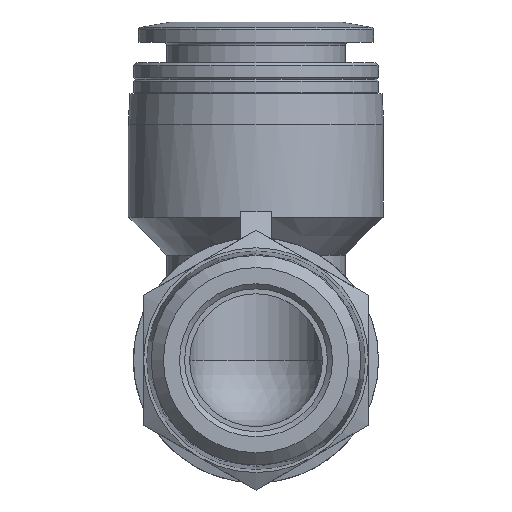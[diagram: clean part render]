
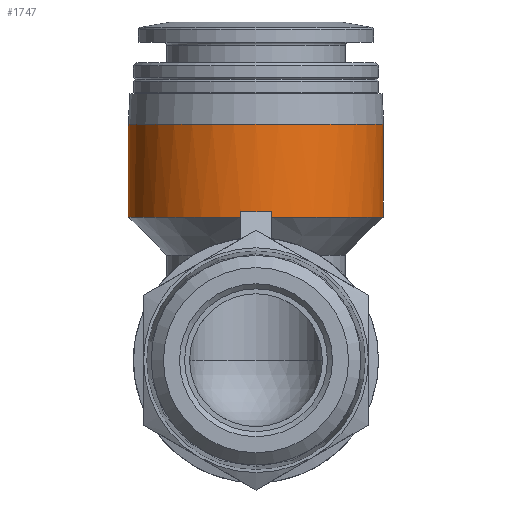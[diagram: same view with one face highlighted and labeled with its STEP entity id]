
A CAD part, front view. The second image highlights one B-rep face of the part: STEP entity #1747.
In plain terms, the highlighted cylindrical face has radius 12.5 mm (diameter 25 mm), a full revolution.
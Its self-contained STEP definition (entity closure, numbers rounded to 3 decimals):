
#130=LINE('',#2402,#180);
#131=LINE('',#2404,#181);
#132=LINE('',#2410,#182);
#133=LINE('',#2414,#183);
#180=VECTOR('',#2029,1000.);
#181=VECTOR('',#2030,1000.);
#182=VECTOR('',#2035,1000.);
#183=VECTOR('',#2038,1000.);
#232=CIRCLE('',#1844,12.5);
#233=CIRCLE('',#1846,12.5);
#234=CIRCLE('',#1847,12.5);
#235=CIRCLE('',#1848,12.5);
#236=CIRCLE('',#1849,12.5);
#315=ORIENTED_EDGE('',*,*,#652,.T.);
#316=ORIENTED_EDGE('',*,*,#653,.F.);
#317=ORIENTED_EDGE('',*,*,#651,.F.);
#318=ORIENTED_EDGE('',*,*,#654,.T.);
#319=ORIENTED_EDGE('',*,*,#655,.T.);
#320=ORIENTED_EDGE('',*,*,#656,.T.);
#321=ORIENTED_EDGE('',*,*,#657,.F.);
#322=ORIENTED_EDGE('',*,*,#658,.F.);
#323=ORIENTED_EDGE('',*,*,#659,.T.);
#324=ORIENTED_EDGE('',*,*,#660,.F.);
#651=EDGE_CURVE('',#819,#818,#232,.T.);
#652=EDGE_CURVE('',#820,#820,#233,.T.);
#653=EDGE_CURVE('',#818,#821,#130,.F.);
#654=EDGE_CURVE('',#819,#822,#131,.T.);
#655=EDGE_CURVE('',#822,#823,#234,.T.);
#656=EDGE_CURVE('',#823,#824,#235,.T.);
#657=EDGE_CURVE('',#825,#824,#132,.T.);
#658=EDGE_CURVE('',#826,#825,#236,.T.);
#659=EDGE_CURVE('',#826,#827,#133,.F.);
#660=EDGE_CURVE('',#821,#827,#924,.T.);
#818=VERTEX_POINT('',#2392);
#819=VERTEX_POINT('',#2397);
#820=VERTEX_POINT('',#2401);
#821=VERTEX_POINT('',#2403);
#822=VERTEX_POINT('',#2405);
#823=VERTEX_POINT('',#2407);
#824=VERTEX_POINT('',#2409);
#825=VERTEX_POINT('',#2411);
#826=VERTEX_POINT('',#2413);
#827=VERTEX_POINT('',#2415);
#924=ELLIPSE('',#1850,17.678,12.5);
#932=EDGE_LOOP('',(#315));
#933=EDGE_LOOP('',(#316,#317,#318,#319,#320,#321,#322,#323,#324));
#1045=FACE_BOUND('',#932,.T.);
#1046=FACE_BOUND('',#933,.T.);
#1155=CYLINDRICAL_SURFACE('',#1845,12.5);
#1747=ADVANCED_FACE('',(#1045,#1046),#1155,.T.);
#1844=AXIS2_PLACEMENT_3D('',#2398,#2023,#2024);
#1845=AXIS2_PLACEMENT_3D('',#2399,#2025,#2026);
#1846=AXIS2_PLACEMENT_3D('',#2400,#2027,#2028);
#1847=AXIS2_PLACEMENT_3D('',#2406,#2031,#2032);
#1848=AXIS2_PLACEMENT_3D('',#2408,#2033,#2034);
#1849=AXIS2_PLACEMENT_3D('',#2412,#2036,#2037);
#1850=AXIS2_PLACEMENT_3D('',#2416,#2039,#2040);
#2023=DIRECTION('',(0.,0.,-1.));
#2024=DIRECTION('',(-1.,0.,0.));
#2025=DIRECTION('',(0.,0.,-1.));
#2026=DIRECTION('',(-1.,0.,0.));
#2027=DIRECTION('',(0.,0.,-1.));
#2028=DIRECTION('',(-1.,0.,0.));
#2029=DIRECTION('',(0.,0.,-1.));
#2030=DIRECTION('',(0.,0.,-1.));
#2031=DIRECTION('',(0.,0.,1.));
#2032=DIRECTION('',(0.,-1.,0.));
#2033=DIRECTION('',(0.,0.,1.));
#2034=DIRECTION('',(0.,-1.,0.));
#2035=DIRECTION('',(0.,0.,-1.));
#2036=DIRECTION('',(0.,0.,-1.));
#2037=DIRECTION('',(-1.,0.,0.));
#2038=DIRECTION('',(0.,0.,-1.));
#2039=DIRECTION('',(0.,0.707,-0.707));
#2040=DIRECTION('',(0.,-0.707,-0.707));
#2392=CARTESIAN_POINT('',(1.5,23.59,14.));
#2397=CARTESIAN_POINT('',(1.5,48.41,14.));
#2398=CARTESIAN_POINT('',(0.,36.,14.));
#2399=CARTESIAN_POINT('',(0.,36.,0.));
#2400=CARTESIAN_POINT('',(0.,36.,23.1));
#2401=CARTESIAN_POINT('',(-12.5,36.,23.1));
#2402=CARTESIAN_POINT('',(1.5,23.59,0.));
#2403=CARTESIAN_POINT('',(1.5,23.59,14.59));
#2404=CARTESIAN_POINT('',(1.5,48.41,-5.));
#2405=CARTESIAN_POINT('',(1.5,48.41,0.));
#2406=CARTESIAN_POINT('',(0.,36.,0.));
#2407=CARTESIAN_POINT('',(0.,48.5,0.));
#2408=CARTESIAN_POINT('',(0.,36.,0.));
#2409=CARTESIAN_POINT('',(-1.5,48.41,0.));
#2410=CARTESIAN_POINT('',(-1.5,48.41,-5.));
#2411=CARTESIAN_POINT('',(-1.5,48.41,14.));
#2412=CARTESIAN_POINT('',(0.,36.,14.));
#2413=CARTESIAN_POINT('',(-1.5,23.59,14.));
#2414=CARTESIAN_POINT('',(-1.5,23.59,0.));
#2415=CARTESIAN_POINT('',(-1.5,23.59,14.59));
#2416=CARTESIAN_POINT('',(0.,36.,27.));
